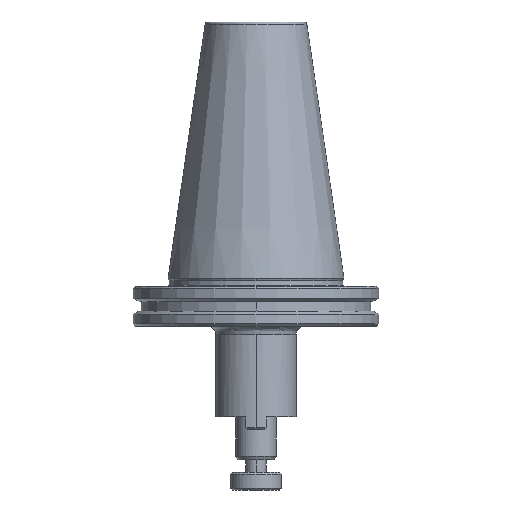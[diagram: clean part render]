
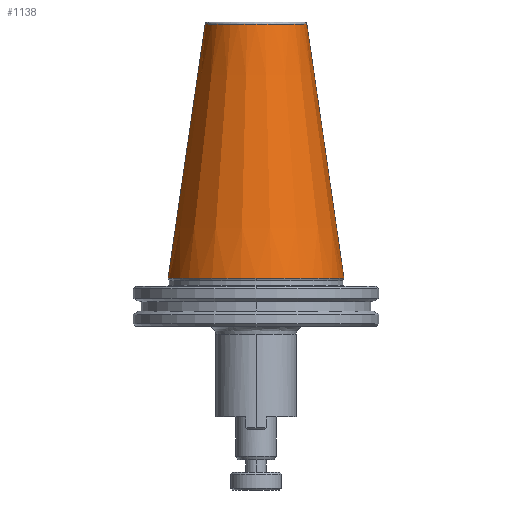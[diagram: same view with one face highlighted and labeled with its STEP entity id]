
A CAD part, front view. The second image highlights one B-rep face of the part: STEP entity #1138.
In plain terms, the highlighted conical face has half-angle 8.297 degrees and reference radius 34.925 mm.
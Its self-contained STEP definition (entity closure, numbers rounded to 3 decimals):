
#108 = VECTOR ( 'NONE', #259, 1000. ) ;
#113 = DIRECTION ( 'NONE',  ( -1., 0., 0. ) ) ;
#153 = AXIS2_PLACEMENT_3D ( 'NONE', #1087, #2344, #1800 ) ;
#159 = CARTESIAN_POINT ( 'NONE',  ( -34.925, 0., 0. ) ) ;
#187 = DIRECTION ( 'NONE',  ( -1., 0., 0. ) ) ;
#207 = EDGE_CURVE ( 'NONE', #945, #853, #420, .T. ) ;
#220 = CARTESIAN_POINT ( 'NONE',  ( 34.925, 0., 0. ) ) ;
#256 = CARTESIAN_POINT ( 'NONE',  ( 0., -34.925, 0. ) ) ;
#259 = DIRECTION ( 'NONE',  ( 0.144, 0., -0.99 ) ) ;
#272 = ORIENTED_EDGE ( 'NONE', *, *, #207, .T. ) ;
#308 = CARTESIAN_POINT ( 'NONE',  ( -20.211, 0., 100.894 ) ) ;
#420 = CIRCLE ( 'NONE', #758, 34.925 ) ;
#630 = EDGE_LOOP ( 'NONE', ( #1878, #2401, #1173, #272, #892 ) ) ;
#672 = DIRECTION ( 'NONE',  ( -0.144, 0., -0.99 ) ) ;
#683 = CARTESIAN_POINT ( 'NONE',  ( -34.925, 0., 0. ) ) ;
#758 = AXIS2_PLACEMENT_3D ( 'NONE', #766, #768, #771 ) ;
#766 = CARTESIAN_POINT ( 'NONE',  ( 0., 0., 0. ) ) ;
#768 = DIRECTION ( 'NONE',  ( 0., 0., 1. ) ) ;
#771 = DIRECTION ( 'NONE',  ( -1., 0., 0. ) ) ;
#850 = VERTEX_POINT ( 'NONE', #308 ) ;
#853 = VERTEX_POINT ( 'NONE', #256 ) ;
#873 = EDGE_CURVE ( 'NONE', #1276, #2437, #1705, .T. ) ;
#892 = ORIENTED_EDGE ( 'NONE', *, *, #1161, .T. ) ;
#945 = VERTEX_POINT ( 'NONE', #159 ) ;
#1087 = CARTESIAN_POINT ( 'NONE',  ( 0., 0., 0. ) ) ;
#1138 = ADVANCED_FACE ( 'NONE', ( #1874 ), #2453, .T. ) ;
#1161 = EDGE_CURVE ( 'NONE', #853, #2437, #2226, .T. ) ;
#1173 = ORIENTED_EDGE ( 'NONE', *, *, #2047, .T. ) ;
#1197 = DIRECTION ( 'NONE',  ( 0., 0., -1. ) ) ;
#1246 = CARTESIAN_POINT ( 'NONE',  ( 20.211, 0., 100.894 ) ) ;
#1276 = VERTEX_POINT ( 'NONE', #1246 ) ;
#1443 = LINE ( 'NONE', #683, #1473 ) ;
#1473 = VECTOR ( 'NONE', #672, 1000. ) ;
#1571 = AXIS2_PLACEMENT_3D ( 'NONE', #1974, #1197, #187 ) ;
#1688 = CARTESIAN_POINT ( 'NONE',  ( 34.925, 0., 0. ) ) ;
#1705 = LINE ( 'NONE', #220, #108 ) ;
#1723 = AXIS2_PLACEMENT_3D ( 'NONE', #2138, #2304, #113 ) ;
#1800 = DIRECTION ( 'NONE',  ( -1., 0., 0. ) ) ;
#1874 = FACE_OUTER_BOUND ( 'NONE', #630, .T. ) ;
#1878 = ORIENTED_EDGE ( 'NONE', *, *, #873, .F. ) ;
#1974 = CARTESIAN_POINT ( 'NONE',  ( 0., 0., 0. ) ) ;
#2000 = CIRCLE ( 'NONE', #1723, 20.211 ) ;
#2047 = EDGE_CURVE ( 'NONE', #850, #945, #1443, .T. ) ;
#2138 = CARTESIAN_POINT ( 'NONE',  ( 0., 0., 100.894 ) ) ;
#2226 = CIRCLE ( 'NONE', #153, 34.925 ) ;
#2304 = DIRECTION ( 'NONE',  ( 0., 0., -1. ) ) ;
#2344 = DIRECTION ( 'NONE',  ( 0., 0., 1. ) ) ;
#2401 = ORIENTED_EDGE ( 'NONE', *, *, #2429, .T. ) ;
#2429 = EDGE_CURVE ( 'NONE', #1276, #850, #2000, .T. ) ;
#2437 = VERTEX_POINT ( 'NONE', #1688 ) ;
#2453 = CONICAL_SURFACE ( 'NONE', #1571, 34.925, 0.145 ) ;
